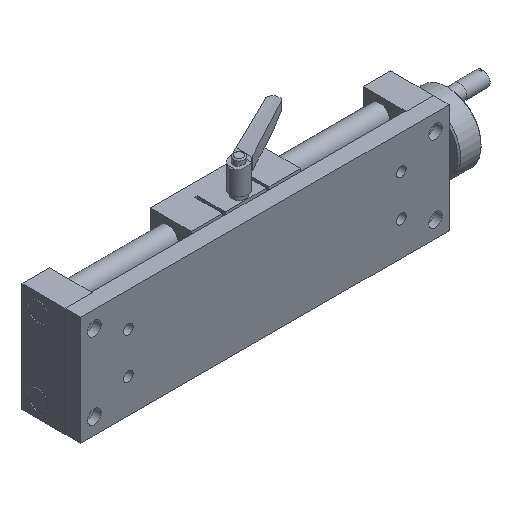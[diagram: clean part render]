
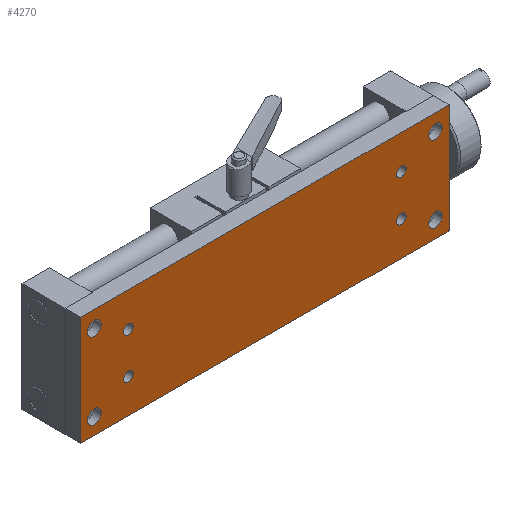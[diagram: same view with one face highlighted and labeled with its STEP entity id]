
A CAD part, isometric view. The second image highlights one B-rep face of the part: STEP entity #4270.
In plain terms, the highlighted planar face has unit normal (0, -1, 0).
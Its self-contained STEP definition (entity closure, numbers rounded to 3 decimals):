
#1 = EDGE_CURVE ( 'NONE', #3771, #3771, #393, .T. ) ;
#33 = EDGE_CURVE ( 'NONE', #4890, #4890, #1372, .T. ) ;
#111 = ORIENTED_EDGE ( 'NONE', *, *, #1075, .F. ) ;
#122 = CARTESIAN_POINT ( 'NONE',  ( 100., 0., 18.5 ) ) ;
#137 = DIRECTION ( 'NONE',  ( 0., 0., -1. ) ) ;
#189 = VERTEX_POINT ( 'NONE', #742 ) ;
#208 = CARTESIAN_POINT ( 'NONE',  ( -125., 0., 23. ) ) ;
#272 = DIRECTION ( 'NONE',  ( 0., 0., -1. ) ) ;
#298 = DIRECTION ( 'NONE',  ( 0., -1., 0. ) ) ;
#380 = VERTEX_POINT ( 'NONE', #5076 ) ;
#393 = CIRCLE ( 'NONE', #3847, 3.5 ) ;
#424 = CIRCLE ( 'NONE', #3587, 5. ) ;
#592 = DIRECTION ( 'NONE',  ( 0., 0., 1. ) ) ;
#625 = EDGE_LOOP ( 'NONE', ( #5879 ) ) ;
#698 = FACE_BOUND ( 'NONE', #5897, .T. ) ;
#742 = CARTESIAN_POINT ( 'NONE',  ( -135., 0., 40. ) ) ;
#775 = EDGE_CURVE ( 'NONE', #1471, #1659, #1481, .T. ) ;
#804 = DIRECTION ( 'NONE',  ( 0., -1., 0. ) ) ;
#934 = EDGE_CURVE ( 'NONE', #4824, #4824, #4673, .T. ) ;
#1075 = EDGE_CURVE ( 'NONE', #189, #3268, #3129, .T. ) ;
#1077 = CARTESIAN_POINT ( 'NONE',  ( -100., 0., 11.5 ) ) ;
#1164 = EDGE_CURVE ( 'NONE', #3909, #3909, #2971, .T. ) ;
#1179 = FACE_BOUND ( 'NONE', #2012, .T. ) ;
#1225 = VERTEX_POINT ( 'NONE', #3124 ) ;
#1291 = EDGE_LOOP ( 'NONE', ( #3800 ) ) ;
#1372 = CIRCLE ( 'NONE', #1668, 3.5 ) ;
#1471 = VERTEX_POINT ( 'NONE', #1932 ) ;
#1481 = LINE ( 'NONE', #2356, #3559 ) ;
#1513 = DIRECTION ( 'NONE',  ( -1., 0., 0. ) ) ;
#1531 = AXIS2_PLACEMENT_3D ( 'NONE', #3593, #6054, #3689 ) ;
#1560 = DIRECTION ( 'NONE',  ( 0., -1., 0. ) ) ;
#1647 = DIRECTION ( 'NONE',  ( 0., 1., 0. ) ) ;
#1659 = VERTEX_POINT ( 'NONE', #4735 ) ;
#1668 = AXIS2_PLACEMENT_3D ( 'NONE', #3279, #5152, #2816 ) ;
#1671 = CARTESIAN_POINT ( 'NONE',  ( -125., 0., -28. ) ) ;
#1755 = CARTESIAN_POINT ( 'NONE',  ( 125., 0., 28. ) ) ;
#1790 = DIRECTION ( 'NONE',  ( 0., -1., 0. ) ) ;
#1841 = CARTESIAN_POINT ( 'NONE',  ( -125., 0., 28. ) ) ;
#1847 = DIRECTION ( 'NONE',  ( 0., -1., 0. ) ) ;
#1877 = EDGE_CURVE ( 'NONE', #1659, #189, #3834, .T. ) ;
#1931 = CIRCLE ( 'NONE', #1531, 5. ) ;
#1932 = CARTESIAN_POINT ( 'NONE',  ( 135., 0., -40. ) ) ;
#1998 = CARTESIAN_POINT ( 'NONE',  ( -135., 0., 40. ) ) ;
#2012 = EDGE_LOOP ( 'NONE', ( #3776 ) ) ;
#2050 = EDGE_LOOP ( 'NONE', ( #4051, #111, #3819, #3008 ) ) ;
#2142 = CARTESIAN_POINT ( 'NONE',  ( 125., 0., 23. ) ) ;
#2195 = EDGE_CURVE ( 'NONE', #2546, #2546, #424, .T. ) ;
#2323 = CIRCLE ( 'NONE', #3216, 5. ) ;
#2356 = CARTESIAN_POINT ( 'NONE',  ( -135., 0., -40. ) ) ;
#2395 = AXIS2_PLACEMENT_3D ( 'NONE', #1671, #4819, #5798 ) ;
#2546 = VERTEX_POINT ( 'NONE', #2142 ) ;
#2548 = FACE_BOUND ( 'NONE', #1291, .T. ) ;
#2595 = VERTEX_POINT ( 'NONE', #208 ) ;
#2716 = DIRECTION ( 'NONE',  ( 0., 0., -1. ) ) ;
#2816 = DIRECTION ( 'NONE',  ( 0., 0., 1. ) ) ;
#2920 = EDGE_LOOP ( 'NONE', ( #3397 ) ) ;
#2971 = CIRCLE ( 'NONE', #4265, 3.5 ) ;
#3007 = CARTESIAN_POINT ( 'NONE',  ( -125., 0., -23. ) ) ;
#3008 = ORIENTED_EDGE ( 'NONE', *, *, #775, .F. ) ;
#3102 = CARTESIAN_POINT ( 'NONE',  ( -135., 0., 40. ) ) ;
#3116 = CARTESIAN_POINT ( 'NONE',  ( -100., 0., 15. ) ) ;
#3124 = CARTESIAN_POINT ( 'NONE',  ( 125., 0., -23. ) ) ;
#3129 = LINE ( 'NONE', #5010, #5334 ) ;
#3192 = DIRECTION ( 'NONE',  ( 1., 0., 0. ) ) ;
#3216 = AXIS2_PLACEMENT_3D ( 'NONE', #1841, #804, #6036 ) ;
#3243 = CARTESIAN_POINT ( 'NONE',  ( 135., 0., 40. ) ) ;
#3268 = VERTEX_POINT ( 'NONE', #4936 ) ;
#3279 = CARTESIAN_POINT ( 'NONE',  ( 100., 0., -15. ) ) ;
#3372 = EDGE_CURVE ( 'NONE', #380, #380, #5571, .T. ) ;
#3397 = ORIENTED_EDGE ( 'NONE', *, *, #934, .F. ) ;
#3500 = AXIS2_PLACEMENT_3D ( 'NONE', #4513, #298, #272 ) ;
#3506 = PLANE ( 'NONE',  #4209 ) ;
#3559 = VECTOR ( 'NONE', #1513, 1000. ) ;
#3587 = AXIS2_PLACEMENT_3D ( 'NONE', #1755, #1847, #2716 ) ;
#3593 = CARTESIAN_POINT ( 'NONE',  ( 125., 0., -28. ) ) ;
#3689 = DIRECTION ( 'NONE',  ( 0., 0., 1. ) ) ;
#3771 = VERTEX_POINT ( 'NONE', #122 ) ;
#3776 = ORIENTED_EDGE ( 'NONE', *, *, #1, .F. ) ;
#3800 = ORIENTED_EDGE ( 'NONE', *, *, #4789, .F. ) ;
#3819 = ORIENTED_EDGE ( 'NONE', *, *, #1877, .F. ) ;
#3834 = LINE ( 'NONE', #1998, #3977 ) ;
#3847 = AXIS2_PLACEMENT_3D ( 'NONE', #4665, #1790, #5989 ) ;
#3893 = EDGE_CURVE ( 'NONE', #3268, #1471, #4227, .T. ) ;
#3909 = VERTEX_POINT ( 'NONE', #1077 ) ;
#3930 = EDGE_CURVE ( 'NONE', #2595, #2595, #2323, .T. ) ;
#3941 = FACE_BOUND ( 'NONE', #5126, .T. ) ;
#3967 = FACE_BOUND ( 'NONE', #5001, .T. ) ;
#3977 = VECTOR ( 'NONE', #592, 1000. ) ;
#4051 = ORIENTED_EDGE ( 'NONE', *, *, #3893, .F. ) ;
#4209 = AXIS2_PLACEMENT_3D ( 'NONE', #3102, #1647, #5379 ) ;
#4227 = LINE ( 'NONE', #3243, #5575 ) ;
#4265 = AXIS2_PLACEMENT_3D ( 'NONE', #3116, #1560, #137 ) ;
#4270 = ADVANCED_FACE ( 'NONE', ( #5874, #698, #1179, #5839, #4892, #3941, #2548, #3967, #5905 ), #3506, .F. ) ;
#4513 = CARTESIAN_POINT ( 'NONE',  ( -100., 0., -15. ) ) ;
#4597 = DIRECTION ( 'NONE',  ( 0., 0., -1. ) ) ;
#4665 = CARTESIAN_POINT ( 'NONE',  ( 100., 0., 15. ) ) ;
#4673 = CIRCLE ( 'NONE', #2395, 5. ) ;
#4735 = CARTESIAN_POINT ( 'NONE',  ( -135., 0., -40. ) ) ;
#4789 = EDGE_CURVE ( 'NONE', #1225, #1225, #1931, .T. ) ;
#4819 = DIRECTION ( 'NONE',  ( 0., -1., 0. ) ) ;
#4824 = VERTEX_POINT ( 'NONE', #3007 ) ;
#4890 = VERTEX_POINT ( 'NONE', #5676 ) ;
#4892 = FACE_BOUND ( 'NONE', #5650, .T. ) ;
#4936 = CARTESIAN_POINT ( 'NONE',  ( 135., 0., 40. ) ) ;
#5001 = EDGE_LOOP ( 'NONE', ( #6035 ) ) ;
#5010 = CARTESIAN_POINT ( 'NONE',  ( -135., 0., 40. ) ) ;
#5076 = CARTESIAN_POINT ( 'NONE',  ( -100., 0., -18.5 ) ) ;
#5126 = EDGE_LOOP ( 'NONE', ( #5167 ) ) ;
#5152 = DIRECTION ( 'NONE',  ( 0., -1., 0. ) ) ;
#5167 = ORIENTED_EDGE ( 'NONE', *, *, #2195, .F. ) ;
#5334 = VECTOR ( 'NONE', #3192, 1000. ) ;
#5379 = DIRECTION ( 'NONE',  ( 0., 0., 1. ) ) ;
#5544 = ORIENTED_EDGE ( 'NONE', *, *, #33, .F. ) ;
#5571 = CIRCLE ( 'NONE', #3500, 3.5 ) ;
#5575 = VECTOR ( 'NONE', #4597, 1000. ) ;
#5650 = EDGE_LOOP ( 'NONE', ( #5544 ) ) ;
#5676 = CARTESIAN_POINT ( 'NONE',  ( 100., 0., -11.5 ) ) ;
#5798 = DIRECTION ( 'NONE',  ( 0., 0., 1. ) ) ;
#5839 = FACE_BOUND ( 'NONE', #625, .T. ) ;
#5874 = FACE_OUTER_BOUND ( 'NONE', #2050, .T. ) ;
#5879 = ORIENTED_EDGE ( 'NONE', *, *, #3372, .F. ) ;
#5897 = EDGE_LOOP ( 'NONE', ( #5986 ) ) ;
#5905 = FACE_BOUND ( 'NONE', #2920, .T. ) ;
#5986 = ORIENTED_EDGE ( 'NONE', *, *, #1164, .F. ) ;
#5989 = DIRECTION ( 'NONE',  ( 0., 0., 1. ) ) ;
#6035 = ORIENTED_EDGE ( 'NONE', *, *, #3930, .F. ) ;
#6036 = DIRECTION ( 'NONE',  ( 0., 0., -1. ) ) ;
#6054 = DIRECTION ( 'NONE',  ( 0., -1., 0. ) ) ;
